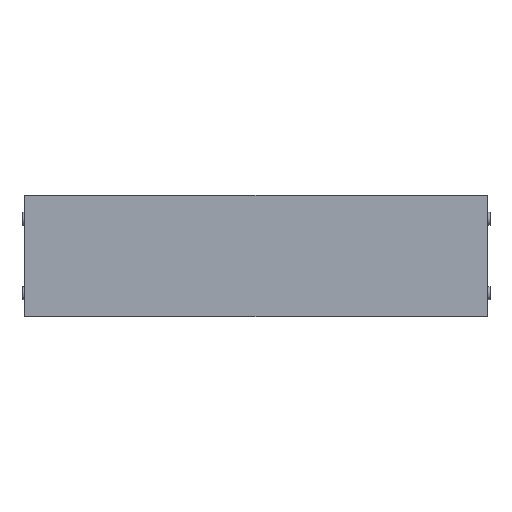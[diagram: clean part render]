
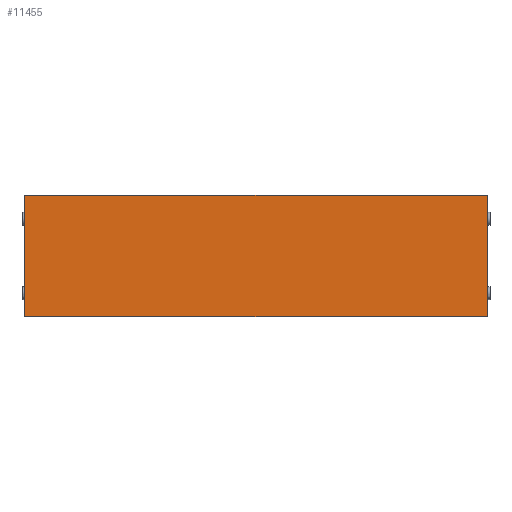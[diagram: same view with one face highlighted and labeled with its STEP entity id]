
A CAD part, front view. The second image highlights one B-rep face of the part: STEP entity #11455.
In plain terms, the highlighted planar face has unit normal (0, -1, 0).
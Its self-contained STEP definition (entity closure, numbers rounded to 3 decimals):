
#535 = VECTOR ( 'NONE', #6455, 1000. ) ;
#1326 = EDGE_LOOP ( 'NONE', ( #3924, #11653, #3511, #10665 ) ) ;
#1729 = CARTESIAN_POINT ( 'NONE',  ( 248., -20., -65. ) ) ;
#1752 = CARTESIAN_POINT ( 'NONE',  ( 0., -20., 0. ) ) ;
#1885 = CARTESIAN_POINT ( 'NONE',  ( -248., -20., 65. ) ) ;
#2103 = CARTESIAN_POINT ( 'NONE',  ( 248., -20., 65. ) ) ;
#2188 = CARTESIAN_POINT ( 'NONE',  ( -248., -20., 65. ) ) ;
#2394 = VERTEX_POINT ( 'NONE', #1729 ) ;
#2437 = VERTEX_POINT ( 'NONE', #2188 ) ;
#2825 = DIRECTION ( 'NONE',  ( 0., 0., -1. ) ) ;
#2849 = LINE ( 'NONE', #11008, #535 ) ;
#2929 = VERTEX_POINT ( 'NONE', #10162 ) ;
#2985 = CARTESIAN_POINT ( 'NONE',  ( -248., -20., 65. ) ) ;
#3511 = ORIENTED_EDGE ( 'NONE', *, *, #9756, .T. ) ;
#3648 = FACE_OUTER_BOUND ( 'NONE', #1326, .T. ) ;
#3912 = AXIS2_PLACEMENT_3D ( 'NONE', #1752, #10686, #2825 ) ;
#3924 = ORIENTED_EDGE ( 'NONE', *, *, #10153, .T. ) ;
#4028 = CARTESIAN_POINT ( 'NONE',  ( -248., -20., -65. ) ) ;
#5040 = VECTOR ( 'NONE', #9204, 1000. ) ;
#5524 = DIRECTION ( 'NONE',  ( 0., 0., -1. ) ) ;
#6192 = VECTOR ( 'NONE', #10937, 1000. ) ;
#6310 = PLANE ( 'NONE',  #3912 ) ;
#6455 = DIRECTION ( 'NONE',  ( 1., 0., 0. ) ) ;
#7321 = LINE ( 'NONE', #2103, #5040 ) ;
#7481 = LINE ( 'NONE', #2985, #8440 ) ;
#8440 = VECTOR ( 'NONE', #5524, 1000. ) ;
#9204 = DIRECTION ( 'NONE',  ( 0., 0., 1. ) ) ;
#9424 = VERTEX_POINT ( 'NONE', #4028 ) ;
#9756 = EDGE_CURVE ( 'NONE', #2394, #2929, #7321, .T. ) ;
#9991 = LINE ( 'NONE', #1885, #6192 ) ;
#10153 = EDGE_CURVE ( 'NONE', #2437, #9424, #7481, .T. ) ;
#10162 = CARTESIAN_POINT ( 'NONE',  ( 248., -20., 65. ) ) ;
#10641 = EDGE_CURVE ( 'NONE', #9424, #2394, #2849, .T. ) ;
#10665 = ORIENTED_EDGE ( 'NONE', *, *, #10956, .T. ) ;
#10686 = DIRECTION ( 'NONE',  ( 0., -1., 0. ) ) ;
#10937 = DIRECTION ( 'NONE',  ( -1., 0., 0. ) ) ;
#10956 = EDGE_CURVE ( 'NONE', #2929, #2437, #9991, .T. ) ;
#11008 = CARTESIAN_POINT ( 'NONE',  ( -248., -20., -65. ) ) ;
#11455 = ADVANCED_FACE ( 'NONE', ( #3648 ), #6310, .T. ) ;
#11653 = ORIENTED_EDGE ( 'NONE', *, *, #10641, .T. ) ;
